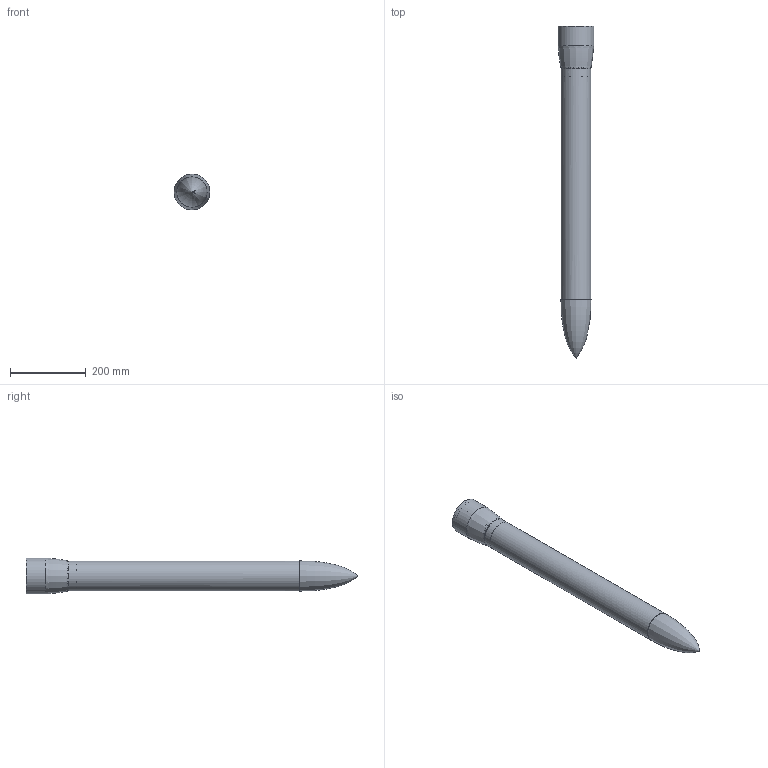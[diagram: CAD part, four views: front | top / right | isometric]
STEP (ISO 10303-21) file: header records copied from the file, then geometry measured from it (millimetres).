
FILE_DESCRIPTION(/* description */ (''),/* implementation_level */ '2;1');
FILE_NAME(/* name */ 'PLEASE FOR THE LOVE OF GOD.step',/* time_stamp */ '2024-07-18T19:00:41-07:00',/* author */ (''),/* organization */ (''),/* preprocessor_version */ 'ST-DEVELOPER v20',/* originating_system */ 'Autodesk Translation Framework v13.14.0.145',/* authorisation */ '');
FILE_SCHEMA (('AUTOMOTIVE_DESIGN { 1 0 10303 214 3 1 1 }'));
Length unit declared in the file: millimetre
Products named in the file (4): Configuration 1; C=.667; New attachement V02; Rocket component
Assembly tree (3 placements, depth 2):
  Configuration 1
    C=.667
    New attachement V02
    Rocket component
Bounding box: 94 x 874.96 x 94 mm (x, y, z)
Volume: 1707245 mm3; surface area: 834111.4 mm2
Topology: 6 solids, 6 shells, 215 faces, 562 edges, 374 vertices
Faces by surface type: plane 160, cylinder 49, bspline 6
Full cylindrical faces by diameter (mm): 71.12 x2, 71.551 x2, 76.551 x2, 76.619 x2, 77.951 x1, 79 x2, 86.36 x4, 88.9 x2, 89.9 x3, 93.98 x2
Entity records: 8594 total; most frequent: CARTESIAN_POINT 3056, ORIENTED_EDGE 1120, DIRECTION 1118, EDGE_CURVE 560, LINE 414, VECTOR 414, VERTEX_POINT 374, AXIS2_PLACEMENT_3D 352
